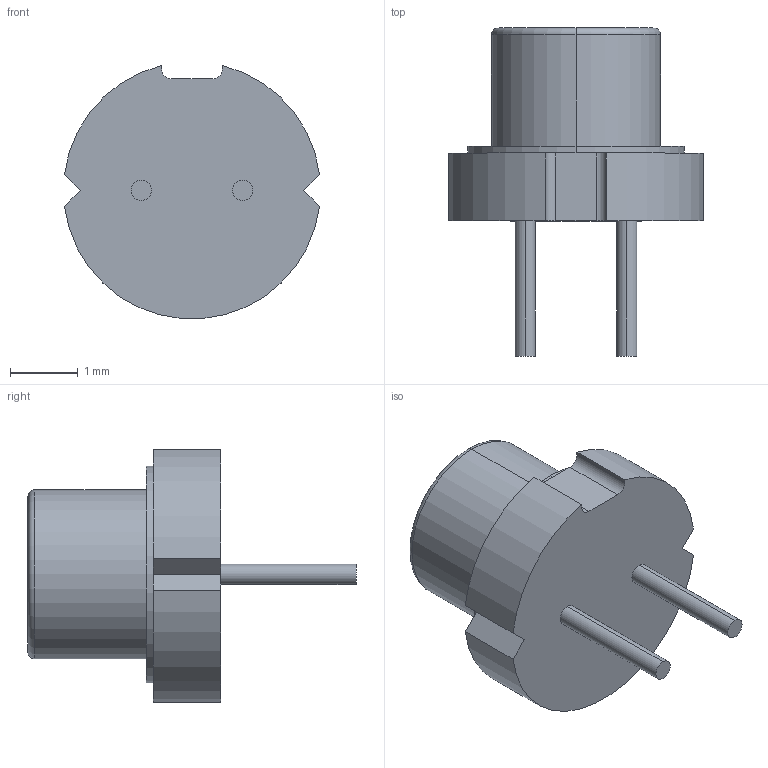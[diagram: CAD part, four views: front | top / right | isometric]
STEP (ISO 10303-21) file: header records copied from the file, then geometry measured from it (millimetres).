
FILE_DESCRIPTION (( 'STEP AP203' ), '1' );
FILE_NAME ('BDR-209 600mw 405nm.STEP', '2016-06-28T23:36:21', ( 'David' ), ( '' ), 'SwSTEP 2.0', 'SolidWorks 2015', '' );
FILE_SCHEMA (( 'CONFIG_CONTROL_DESIGN' ));
Length unit declared in the file: millimetre
Products named in the file (2): BDR-209 600mw 405nm
Bounding box: 3.77 x 4.85 x 3.74 mm (x, y, z)
Volume: 20.2 mm3; surface area: 54.7 mm2
Topology: 1 solids, 1 shells, 31 faces, 70 edges, 46 vertices
Faces by surface type: cylinder 15, plane 14, torus 2
Entity records: 1037 total; most frequent: DIRECTION 170, CARTESIAN_POINT 149, ORIENTED_EDGE 140, EDGE_CURVE 70, AXIS2_PLACEMENT_3D 67, VERTEX_POINT 46, VECTOR 36, EDGE_LOOP 36
